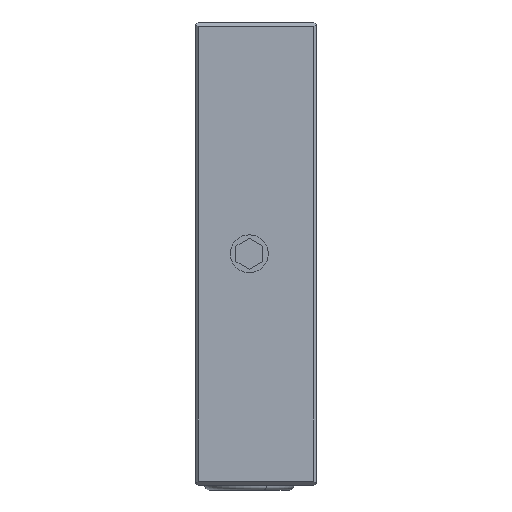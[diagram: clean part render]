
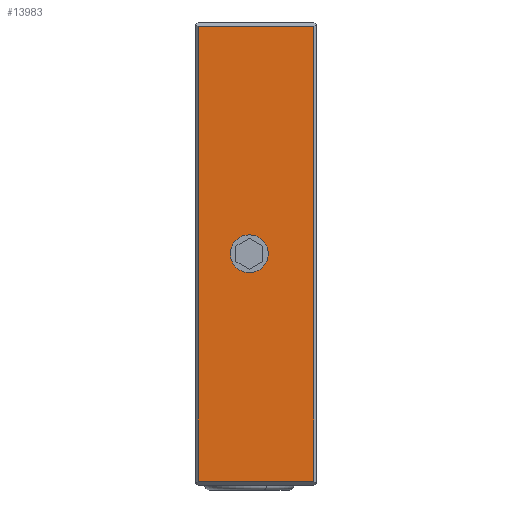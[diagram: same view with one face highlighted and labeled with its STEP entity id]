
A CAD part, left-side view. The second image highlights one B-rep face of the part: STEP entity #13983.
In plain terms, the highlighted planar face has unit normal (-1, 0, 0).
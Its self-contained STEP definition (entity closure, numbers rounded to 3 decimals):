
#41 = CARTESIAN_POINT ( 'NONE',  ( -52., 0.5, 51. ) ) ;
#475 = VERTEX_POINT ( 'NONE', #41 ) ;
#629 = FACE_OUTER_BOUND ( 'NONE', #4438, .T. ) ;
#654 = AXIS2_PLACEMENT_3D ( 'NONE', #5530, #10482, #15320 ) ;
#838 = ORIENTED_EDGE ( 'NONE', *, *, #9903, .T. ) ;
#1062 = EDGE_CURVE ( 'NONE', #11934, #14735, #8730, .T. ) ;
#1349 = DIRECTION ( 'NONE',  ( 0., 0., -1. ) ) ;
#1694 = EDGE_CURVE ( 'NONE', #5406, #7474, #7272, .T. ) ;
#2031 = DIRECTION ( 'NONE',  ( 0., -1., 0. ) ) ;
#2040 = LINE ( 'NONE', #6815, #12760 ) ;
#2080 = DIRECTION ( 'NONE',  ( -1., 0., 0. ) ) ;
#2106 = CARTESIAN_POINT ( 'NONE',  ( -52., 0.5, -52. ) ) ;
#2878 = EDGE_LOOP ( 'NONE', ( #6071, #4767 ) ) ;
#3608 = CARTESIAN_POINT ( 'NONE',  ( -52., 0.5, -51. ) ) ;
#3681 = VECTOR ( 'NONE', #6893, 1000. ) ;
#3872 = VECTOR ( 'NONE', #1349, 1000. ) ;
#4058 = DIRECTION ( 'NONE',  ( 0., 0., -1. ) ) ;
#4265 = ORIENTED_EDGE ( 'NONE', *, *, #4351, .T. ) ;
#4271 = EDGE_CURVE ( 'NONE', #14735, #11934, #6705, .T. ) ;
#4326 = EDGE_CURVE ( 'NONE', #475, #5406, #2040, .T. ) ;
#4351 = EDGE_CURVE ( 'NONE', #5014, #475, #13029, .T. ) ;
#4438 = EDGE_LOOP ( 'NONE', ( #4265, #7054, #14449, #838 ) ) ;
#4767 = ORIENTED_EDGE ( 'NONE', *, *, #1062, .F. ) ;
#5014 = VERTEX_POINT ( 'NONE', #3608 ) ;
#5263 = PLANE ( 'NONE',  #5931 ) ;
#5406 = VERTEX_POINT ( 'NONE', #12911 ) ;
#5530 = CARTESIAN_POINT ( 'NONE',  ( -52., 15., 0. ) ) ;
#5931 = AXIS2_PLACEMENT_3D ( 'NONE', #10221, #15060, #4058 ) ;
#6071 = ORIENTED_EDGE ( 'NONE', *, *, #4271, .F. ) ;
#6705 = CIRCLE ( 'NONE', #654, 4.25 ) ;
#6815 = CARTESIAN_POINT ( 'NONE',  ( -52., 27., 51. ) ) ;
#6868 = DIRECTION ( 'NONE',  ( 0., 0., 1. ) ) ;
#6893 = DIRECTION ( 'NONE',  ( 0., 0., 1. ) ) ;
#6961 = CARTESIAN_POINT ( 'NONE',  ( -52., 15., 4.25 ) ) ;
#7054 = ORIENTED_EDGE ( 'NONE', *, *, #4326, .T. ) ;
#7272 = LINE ( 'NONE', #12198, #3872 ) ;
#7474 = VERTEX_POINT ( 'NONE', #11593 ) ;
#8041 = LINE ( 'NONE', #12942, #10544 ) ;
#8730 = CIRCLE ( 'NONE', #8780, 4.25 ) ;
#8780 = AXIS2_PLACEMENT_3D ( 'NONE', #13000, #2080, #6868 ) ;
#9903 = EDGE_CURVE ( 'NONE', #7474, #5014, #8041, .T. ) ;
#10221 = CARTESIAN_POINT ( 'NONE',  ( -52., 27., -52. ) ) ;
#10482 = DIRECTION ( 'NONE',  ( -1., 0., 0. ) ) ;
#10544 = VECTOR ( 'NONE', #2031, 1000. ) ;
#11419 = FACE_BOUND ( 'NONE', #2878, .T. ) ;
#11593 = CARTESIAN_POINT ( 'NONE',  ( -52., 26.5, -51. ) ) ;
#11755 = DIRECTION ( 'NONE',  ( 0., 1., 0. ) ) ;
#11934 = VERTEX_POINT ( 'NONE', #13905 ) ;
#12198 = CARTESIAN_POINT ( 'NONE',  ( -52., 26.5, -52. ) ) ;
#12760 = VECTOR ( 'NONE', #11755, 1000. ) ;
#12911 = CARTESIAN_POINT ( 'NONE',  ( -52., 26.5, 51. ) ) ;
#12942 = CARTESIAN_POINT ( 'NONE',  ( -52., 27., -51. ) ) ;
#13000 = CARTESIAN_POINT ( 'NONE',  ( -52., 15., 0. ) ) ;
#13029 = LINE ( 'NONE', #2106, #3681 ) ;
#13905 = CARTESIAN_POINT ( 'NONE',  ( -52., 15., -4.25 ) ) ;
#13983 = ADVANCED_FACE ( 'NONE', ( #11419, #629 ), #5263, .F. ) ;
#14449 = ORIENTED_EDGE ( 'NONE', *, *, #1694, .T. ) ;
#14735 = VERTEX_POINT ( 'NONE', #6961 ) ;
#15060 = DIRECTION ( 'NONE',  ( 1., 0., 0. ) ) ;
#15320 = DIRECTION ( 'NONE',  ( 0., 0., 1. ) ) ;
